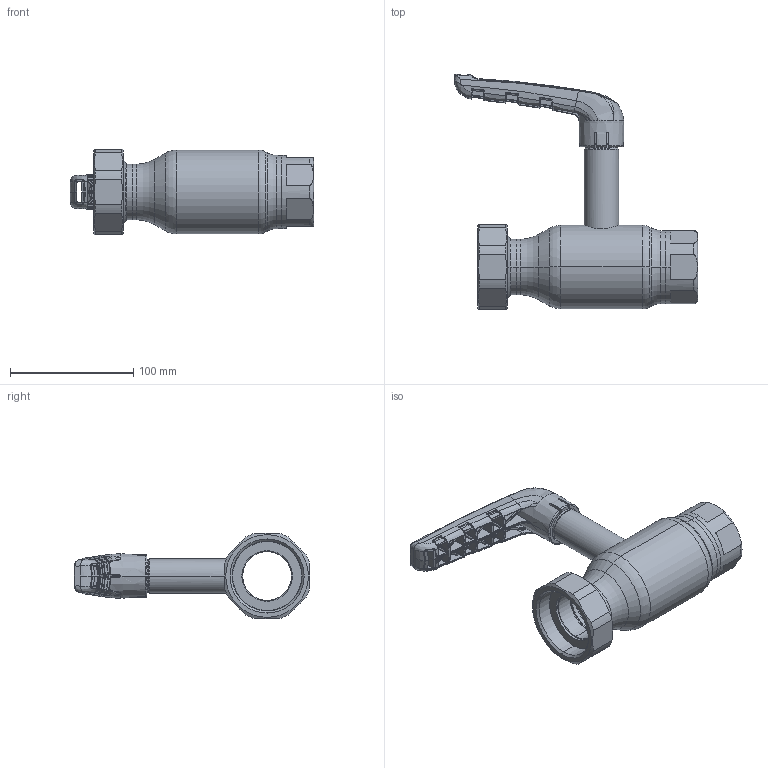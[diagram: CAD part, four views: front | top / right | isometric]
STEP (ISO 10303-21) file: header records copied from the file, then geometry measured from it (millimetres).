
FILE_DESCRIPTION (( 'STEP AP214' ), '1' );
FILE_NAME ('1040002211-xxxx.step', '2019-05-09T10:18:49', ( '' ), ( '' ), 'SwSTEP 2.0', 'SolidWorks 2017', '' );
FILE_SCHEMA (( 'AUTOMOTIVE_DESIGN' ));
Length unit declared in the file: millimetre
Products named in the file (1): 1040002211-xxxx
Bounding box: 197.35 x 190.81 x 69 mm (x, y, z)
Surface area: 88694.5 mm2 (no closed solid volume)
Topology: 0 solids, 14 shells, 832 faces, 2684 edges, 1720 vertices
Faces by surface type: bspline 636, plane 67, cylinder 52, torus 35, cone 34, sphere 8
Entity records: 60616 total; most frequent: CARTESIAN_POINT 34179, ORIENTED_EDGE 4290, EDGE_CURVE 2670, DIRECTION 1917, B_SPLINE_CURVE_WITH_KNOTS 1802, VERTEX_POINT 1718, AXIS2_PLACEMENT_3D 854, EDGE_LOOP 844
